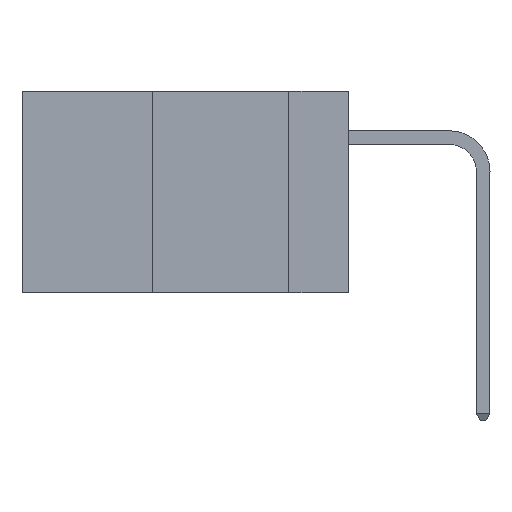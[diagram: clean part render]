
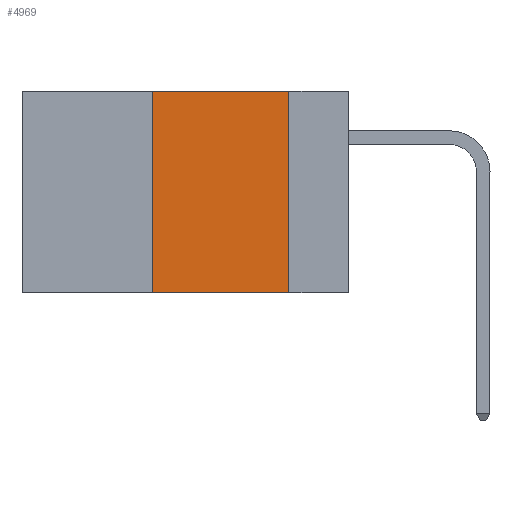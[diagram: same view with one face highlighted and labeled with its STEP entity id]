
A CAD part, left-side view. The second image highlights one B-rep face of the part: STEP entity #4969.
In plain terms, the highlighted planar face has unit normal (-1, 0, 0).
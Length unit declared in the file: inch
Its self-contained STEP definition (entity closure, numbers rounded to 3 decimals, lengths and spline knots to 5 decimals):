
#221 = CARTESIAN_POINT ( 'NONE',  ( 0., 0.36, -0.37 ) ) ;
#1748 = CARTESIAN_POINT ( 'NONE',  ( 0., 0.11, 0. ) ) ;
#1787 = CARTESIAN_POINT ( 'NONE',  ( 0., 0.36, 0. ) ) ;
#2202 = ORIENTED_EDGE ( 'NONE', *, *, #11354, .T. ) ;
#2729 = CARTESIAN_POINT ( 'NONE',  ( 0., 0.6, 0. ) ) ;
#2741 = VECTOR ( 'NONE', #3814, 39.37008 ) ;
#2847 = ORIENTED_EDGE ( 'NONE', *, *, #8417, .F. ) ;
#2872 = DIRECTION ( 'NONE',  ( 0., 0., 1. ) ) ;
#2878 = CARTESIAN_POINT ( 'NONE',  ( 0., 0.11, -0.37 ) ) ;
#2998 = VERTEX_POINT ( 'NONE', #1748 ) ;
#3528 = EDGE_LOOP ( 'NONE', ( #3952, #6982, #2847, #2202 ) ) ;
#3718 = VERTEX_POINT ( 'NONE', #6003 ) ;
#3814 = DIRECTION ( 'NONE',  ( 0., -1., 0. ) ) ;
#3942 = CARTESIAN_POINT ( 'NONE',  ( 0., 0.11, 0. ) ) ;
#3952 = ORIENTED_EDGE ( 'NONE', *, *, #6807, .F. ) ;
#4027 = LINE ( 'NONE', #11688, #7098 ) ;
#4512 = AXIS2_PLACEMENT_3D ( 'NONE', #11841, #5803, #12832 ) ;
#4755 = VERTEX_POINT ( 'NONE', #221 ) ;
#4969 = ADVANCED_FACE ( 'NONE', ( #5395 ), #9849, .F. ) ;
#4995 = DIRECTION ( 'NONE',  ( 0., 0., -1. ) ) ;
#5096 = VERTEX_POINT ( 'NONE', #2878 ) ;
#5395 = FACE_OUTER_BOUND ( 'NONE', #3528, .T. ) ;
#5803 = DIRECTION ( 'NONE',  ( 1., 0., 0. ) ) ;
#6003 = CARTESIAN_POINT ( 'NONE',  ( 0., 0.36, 0. ) ) ;
#6691 = EDGE_CURVE ( 'NONE', #3718, #2998, #13231, .T. ) ;
#6807 = EDGE_CURVE ( 'NONE', #2998, #5096, #6989, .T. ) ;
#6982 = ORIENTED_EDGE ( 'NONE', *, *, #6691, .F. ) ;
#6989 = LINE ( 'NONE', #3942, #12322 ) ;
#7098 = VECTOR ( 'NONE', #7646, 39.37008 ) ;
#7646 = DIRECTION ( 'NONE',  ( 0., -1., 0. ) ) ;
#8417 = EDGE_CURVE ( 'NONE', #4755, #3718, #13185, .T. ) ;
#9849 = PLANE ( 'NONE',  #4512 ) ;
#11354 = EDGE_CURVE ( 'NONE', #4755, #5096, #4027, .T. ) ;
#11688 = CARTESIAN_POINT ( 'NONE',  ( 0., 0.6, -0.37 ) ) ;
#11841 = CARTESIAN_POINT ( 'NONE',  ( 0., 0.6, 0. ) ) ;
#12322 = VECTOR ( 'NONE', #4995, 39.37008 ) ;
#12832 = DIRECTION ( 'NONE',  ( 0., 0., -1. ) ) ;
#12880 = VECTOR ( 'NONE', #2872, 39.37008 ) ;
#13185 = LINE ( 'NONE', #1787, #12880 ) ;
#13231 = LINE ( 'NONE', #2729, #2741 ) ;
